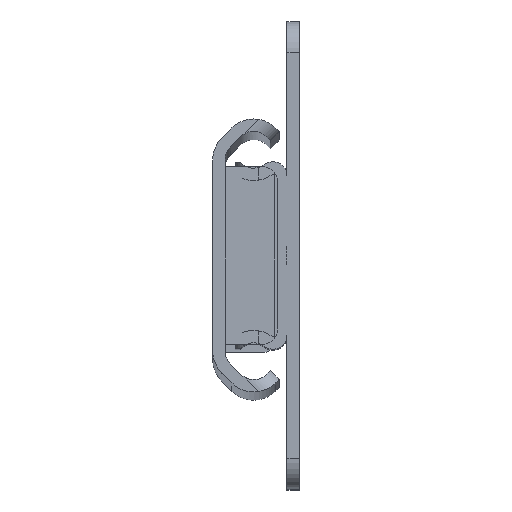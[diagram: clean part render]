
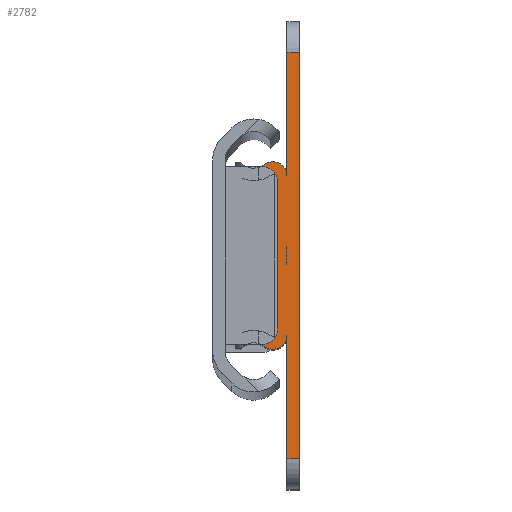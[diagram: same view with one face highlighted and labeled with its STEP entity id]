
A CAD part, top view. The second image highlights one B-rep face of the part: STEP entity #2782.
In plain terms, the highlighted planar face has unit normal (0, 0, 1).
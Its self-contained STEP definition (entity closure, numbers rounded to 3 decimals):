
#6 = CARTESIAN_POINT ( 'NONE',  ( -2.877, -11.763, 0. ) ) ;
#10 = CARTESIAN_POINT ( 'NONE',  ( -3.7, 10.32, 0. ) ) ;
#74 = CARTESIAN_POINT ( 'NONE',  ( 1.6, 26.2, 0. ) ) ;
#110 = VECTOR ( 'NONE', #2951, 1000. ) ;
#120 = VERTEX_POINT ( 'NONE', #3336 ) ;
#124 = ORIENTED_EDGE ( 'NONE', *, *, #2221, .T. ) ;
#208 = DIRECTION ( 'NONE',  ( 0., 0., -1. ) ) ;
#280 = LINE ( 'NONE', #10, #1934 ) ;
#284 = ORIENTED_EDGE ( 'NONE', *, *, #894, .T. ) ;
#294 = AXIS2_PLACEMENT_3D ( 'NONE', #2795, #2159, #1248 ) ;
#312 = VERTEX_POINT ( 'NONE', #723 ) ;
#313 = CARTESIAN_POINT ( 'NONE',  ( 0., 0., 0. ) ) ;
#405 = DIRECTION ( 'NONE',  ( -1., 0., 0. ) ) ;
#419 = VECTOR ( 'NONE', #2716, 1000. ) ;
#433 = VERTEX_POINT ( 'NONE', #2014 ) ;
#441 = ORIENTED_EDGE ( 'NONE', *, *, #3163, .T. ) ;
#486 = VECTOR ( 'NONE', #2739, 1000. ) ;
#521 = EDGE_CURVE ( 'NONE', #1395, #2134, #280, .T. ) ;
#532 = DIRECTION ( 'NONE',  ( 1., 0., 0. ) ) ;
#560 = PLANE ( 'NONE',  #3380 ) ;
#586 = VERTEX_POINT ( 'NONE', #2074 ) ;
#678 = AXIS2_PLACEMENT_3D ( 'NONE', #1722, #208, #2356 ) ;
#720 = DIRECTION ( 'NONE',  ( 0., 0., -1. ) ) ;
#723 = CARTESIAN_POINT ( 'NONE',  ( -2.877, 11.763, 0. ) ) ;
#738 = CIRCLE ( 'NONE', #1747, 0.2 ) ;
#742 = DIRECTION ( 'NONE',  ( 0., -1., 0. ) ) ;
#790 = DIRECTION ( 'NONE',  ( 0., 0., 1. ) ) ;
#818 = VERTEX_POINT ( 'NONE', #3348 ) ;
#885 = ORIENTED_EDGE ( 'NONE', *, *, #3419, .T. ) ;
#894 = EDGE_CURVE ( 'NONE', #959, #1392, #3443, .T. ) ;
#959 = VERTEX_POINT ( 'NONE', #6 ) ;
#1047 = CARTESIAN_POINT ( 'NONE',  ( 1.6, -26.2, 0. ) ) ;
#1050 = AXIS2_PLACEMENT_3D ( 'NONE', #1058, #790, #3126 ) ;
#1058 = CARTESIAN_POINT ( 'NONE',  ( -1.8, -10.32, 0. ) ) ;
#1062 = AXIS2_PLACEMENT_3D ( 'NONE', #3534, #1474, #2678 ) ;
#1067 = EDGE_LOOP ( 'NONE', ( #1554, #2855, #2424, #1700, #2540, #1671, #1271, #124, #1595, #2437, #441, #2294, #1150, #1756, #885, #284 ) ) ;
#1115 = LINE ( 'NONE', #2593, #3329 ) ;
#1121 = CIRCLE ( 'NONE', #3015, 3.98 ) ;
#1133 = VERTEX_POINT ( 'NONE', #3026 ) ;
#1150 = ORIENTED_EDGE ( 'NONE', *, *, #2078, .T. ) ;
#1185 = CIRCLE ( 'NONE', #1062, 0.2 ) ;
#1187 = VECTOR ( 'NONE', #2258, 1000. ) ;
#1225 = DIRECTION ( 'NONE',  ( 1., 0., 0. ) ) ;
#1248 = DIRECTION ( 'NONE',  ( 1., 0., 0. ) ) ;
#1271 = ORIENTED_EDGE ( 'NONE', *, *, #2024, .T. ) ;
#1293 = VERTEX_POINT ( 'NONE', #2528 ) ;
#1318 = EDGE_CURVE ( 'NONE', #2161, #3763, #1643, .T. ) ;
#1392 = VERTEX_POINT ( 'NONE', #3430 ) ;
#1395 = VERTEX_POINT ( 'NONE', #2276 ) ;
#1459 = CARTESIAN_POINT ( 'NONE',  ( 0., 10.32, 0. ) ) ;
#1474 = DIRECTION ( 'NONE',  ( 0., 0., -1. ) ) ;
#1489 = CIRCLE ( 'NONE', #3701, 3.98 ) ;
#1492 = LINE ( 'NONE', #2698, #419 ) ;
#1507 = FACE_OUTER_BOUND ( 'NONE', #1067, .T. ) ;
#1525 = LINE ( 'NONE', #3344, #1556 ) ;
#1554 = ORIENTED_EDGE ( 'NONE', *, *, #3579, .T. ) ;
#1556 = VECTOR ( 'NONE', #1581, 1000. ) ;
#1576 = LINE ( 'NONE', #313, #486 ) ;
#1581 = DIRECTION ( 'NONE',  ( 0., -1., 0. ) ) ;
#1595 = ORIENTED_EDGE ( 'NONE', *, *, #2944, .T. ) ;
#1643 = LINE ( 'NONE', #2561, #3764 ) ;
#1650 = EDGE_CURVE ( 'NONE', #2161, #1293, #1492, .T. ) ;
#1671 = ORIENTED_EDGE ( 'NONE', *, *, #2244, .T. ) ;
#1700 = ORIENTED_EDGE ( 'NONE', *, *, #1318, .T. ) ;
#1702 = VERTEX_POINT ( 'NONE', #2133 ) ;
#1722 = CARTESIAN_POINT ( 'NONE',  ( -4.3, -13.67, 0. ) ) ;
#1746 = CARTESIAN_POINT ( 'NONE',  ( 0., 0., 0. ) ) ;
#1747 = AXIS2_PLACEMENT_3D ( 'NONE', #3663, #720, #3054 ) ;
#1756 = ORIENTED_EDGE ( 'NONE', *, *, #521, .T. ) ;
#1770 = LINE ( 'NONE', #1746, #110 ) ;
#1900 = CARTESIAN_POINT ( 'NONE',  ( -4.3, -13.67, 0. ) ) ;
#1923 = VERTEX_POINT ( 'NONE', #1459 ) ;
#1934 = VECTOR ( 'NONE', #3543, 1000. ) ;
#1944 = CIRCLE ( 'NONE', #3583, 1.8 ) ;
#2014 = CARTESIAN_POINT ( 'NONE',  ( -3.7, 9.735, 0. ) ) ;
#2024 = EDGE_CURVE ( 'NONE', #312, #1133, #2883, .T. ) ;
#2074 = CARTESIAN_POINT ( 'NONE',  ( -1.92, 10.48, 0. ) ) ;
#2078 = EDGE_CURVE ( 'NONE', #818, #1395, #1121, .T. ) ;
#2133 = CARTESIAN_POINT ( 'NONE',  ( 0., -26.2, 0. ) ) ;
#2134 = VERTEX_POINT ( 'NONE', #3736 ) ;
#2159 = DIRECTION ( 'NONE',  ( 0., 0., -1. ) ) ;
#2161 = VERTEX_POINT ( 'NONE', #74 ) ;
#2221 = EDGE_CURVE ( 'NONE', #1133, #433, #1115, .T. ) ;
#2244 = EDGE_CURVE ( 'NONE', #1923, #312, #1944, .T. ) ;
#2258 = DIRECTION ( 'NONE',  ( 1., 0., 0. ) ) ;
#2276 = CARTESIAN_POINT ( 'NONE',  ( -3.7, -9.735, 0. ) ) ;
#2294 = ORIENTED_EDGE ( 'NONE', *, *, #2982, .T. ) ;
#2356 = DIRECTION ( 'NONE',  ( 1., 0., 0. ) ) ;
#2363 = EDGE_CURVE ( 'NONE', #3763, #1923, #1770, .T. ) ;
#2424 = ORIENTED_EDGE ( 'NONE', *, *, #1650, .F. ) ;
#2437 = ORIENTED_EDGE ( 'NONE', *, *, #3513, .T. ) ;
#2528 = CARTESIAN_POINT ( 'NONE',  ( 1.6, -26.2, 0. ) ) ;
#2540 = ORIENTED_EDGE ( 'NONE', *, *, #2363, .T. ) ;
#2547 = CARTESIAN_POINT ( 'NONE',  ( -1.6, -10.32, 0. ) ) ;
#2561 = CARTESIAN_POINT ( 'NONE',  ( 0., 26.2, 0. ) ) ;
#2593 = CARTESIAN_POINT ( 'NONE',  ( -3.7, 10.32, 0. ) ) ;
#2678 = DIRECTION ( 'NONE',  ( 1., 0., 0. ) ) ;
#2698 = CARTESIAN_POINT ( 'NONE',  ( 1.6, -30.2, 0. ) ) ;
#2706 = CARTESIAN_POINT ( 'NONE',  ( -1.8, 10.32, 0. ) ) ;
#2716 = DIRECTION ( 'NONE',  ( 0., -1., 0. ) ) ;
#2739 = DIRECTION ( 'NONE',  ( 0., -1., 0. ) ) ;
#2741 = DIRECTION ( 'NONE',  ( 1., 0., 0. ) ) ;
#2755 = CIRCLE ( 'NONE', #678, 2.38 ) ;
#2777 = CARTESIAN_POINT ( 'NONE',  ( -4.3, 13.67, 0. ) ) ;
#2782 = ADVANCED_FACE ( 'NONE', ( #1507 ), #560, .T. ) ;
#2795 = CARTESIAN_POINT ( 'NONE',  ( -4.3, 13.67, 0. ) ) ;
#2855 = ORIENTED_EDGE ( 'NONE', *, *, #3828, .T. ) ;
#2866 = DIRECTION ( 'NONE',  ( 0., 0., 1. ) ) ;
#2883 = CIRCLE ( 'NONE', #294, 2.38 ) ;
#2944 = EDGE_CURVE ( 'NONE', #433, #586, #1489, .T. ) ;
#2951 = DIRECTION ( 'NONE',  ( 0., -1., 0. ) ) ;
#2982 = EDGE_CURVE ( 'NONE', #3824, #818, #738, .T. ) ;
#3015 = AXIS2_PLACEMENT_3D ( 'NONE', #1900, #3417, #2741 ) ;
#3026 = CARTESIAN_POINT ( 'NONE',  ( -3.7, 11.367, 0. ) ) ;
#3029 = DIRECTION ( 'NONE',  ( 0., 0., 1. ) ) ;
#3054 = DIRECTION ( 'NONE',  ( 1., 0., 0. ) ) ;
#3126 = DIRECTION ( 'NONE',  ( 1., 0., 0. ) ) ;
#3152 = CARTESIAN_POINT ( 'NONE',  ( -1.8, 10.32, 0. ) ) ;
#3163 = EDGE_CURVE ( 'NONE', #120, #3824, #1525, .T. ) ;
#3186 = DIRECTION ( 'NONE',  ( 1., 0., 0. ) ) ;
#3329 = VECTOR ( 'NONE', #742, 1000. ) ;
#3336 = CARTESIAN_POINT ( 'NONE',  ( -1.6, 10.32, 0. ) ) ;
#3344 = CARTESIAN_POINT ( 'NONE',  ( -1.6, 0., 0. ) ) ;
#3348 = CARTESIAN_POINT ( 'NONE',  ( -1.92, -10.48, 0. ) ) ;
#3380 = AXIS2_PLACEMENT_3D ( 'NONE', #2706, #3894, #532 ) ;
#3417 = DIRECTION ( 'NONE',  ( 0., 0., 1. ) ) ;
#3419 = EDGE_CURVE ( 'NONE', #2134, #959, #2755, .T. ) ;
#3430 = CARTESIAN_POINT ( 'NONE',  ( 0., -10.32, 0. ) ) ;
#3432 = CARTESIAN_POINT ( 'NONE',  ( 0., 26.2, 0. ) ) ;
#3443 = CIRCLE ( 'NONE', #1050, 1.8 ) ;
#3513 = EDGE_CURVE ( 'NONE', #586, #120, #1185, .T. ) ;
#3534 = CARTESIAN_POINT ( 'NONE',  ( -1.8, 10.32, 0. ) ) ;
#3543 = DIRECTION ( 'NONE',  ( 0., -1., 0. ) ) ;
#3579 = EDGE_CURVE ( 'NONE', #1392, #1702, #1576, .T. ) ;
#3583 = AXIS2_PLACEMENT_3D ( 'NONE', #3152, #2866, #3186 ) ;
#3663 = CARTESIAN_POINT ( 'NONE',  ( -1.8, -10.32, 0. ) ) ;
#3701 = AXIS2_PLACEMENT_3D ( 'NONE', #2777, #3029, #1225 ) ;
#3736 = CARTESIAN_POINT ( 'NONE',  ( -3.7, -11.367, 0. ) ) ;
#3750 = LINE ( 'NONE', #1047, #1187 ) ;
#3763 = VERTEX_POINT ( 'NONE', #3432 ) ;
#3764 = VECTOR ( 'NONE', #405, 1000. ) ;
#3824 = VERTEX_POINT ( 'NONE', #2547 ) ;
#3828 = EDGE_CURVE ( 'NONE', #1702, #1293, #3750, .T. ) ;
#3894 = DIRECTION ( 'NONE',  ( 0., 0., 1. ) ) ;
